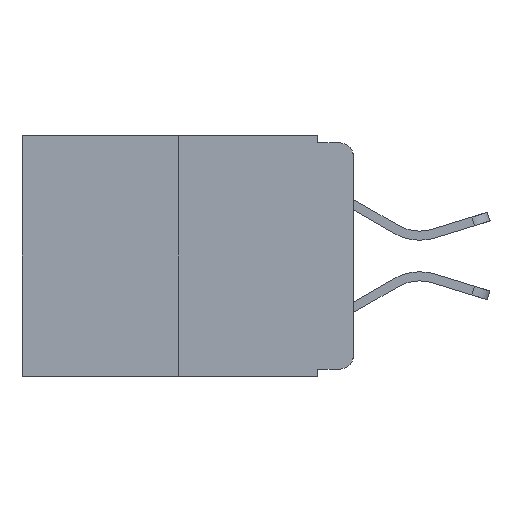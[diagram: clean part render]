
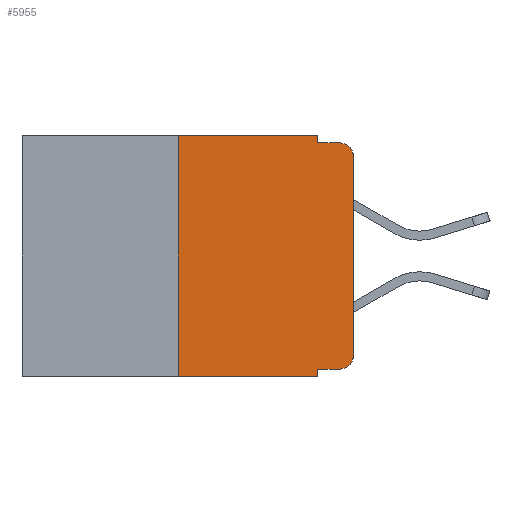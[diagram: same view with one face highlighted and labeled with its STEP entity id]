
A CAD part, left-side view. The second image highlights one B-rep face of the part: STEP entity #5955.
In plain terms, the highlighted planar face has unit normal (-1, 0, 0).
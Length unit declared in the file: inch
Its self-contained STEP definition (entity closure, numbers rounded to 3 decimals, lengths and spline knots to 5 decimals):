
#99 = VECTOR ( 'NONE', #9829, 39.37008 ) ;
#898 = CARTESIAN_POINT ( 'NONE',  ( 0., 0.473, 0. ) ) ;
#987 = CARTESIAN_POINT ( 'NONE',  ( 0., 0.473, -0.343 ) ) ;
#1099 = AXIS2_PLACEMENT_3D ( 'NONE', #3951, #11280, #5866 ) ;
#1387 = ORIENTED_EDGE ( 'NONE', *, *, #11473, .F. ) ;
#1587 = LINE ( 'NONE', #8960, #11320 ) ;
#1588 = DIRECTION ( 'NONE',  ( -1., 0., 0. ) ) ;
#1891 = PLANE ( 'NONE',  #1099 ) ;
#1922 = VERTEX_POINT ( 'NONE', #12426 ) ;
#1961 = CARTESIAN_POINT ( 'NONE',  ( 0., 0.051, 0. ) ) ;
#2173 = CIRCLE ( 'NONE', #10210, 0.02 ) ;
#2176 = DIRECTION ( 'NONE',  ( -1., 0., 0. ) ) ;
#2266 = CARTESIAN_POINT ( 'NONE',  ( 0., 0.25, 0. ) ) ;
#2342 = VECTOR ( 'NONE', #6912, 39.37008 ) ;
#2650 = VECTOR ( 'NONE', #8687, 39.37008 ) ;
#2715 = VERTEX_POINT ( 'NONE', #10754 ) ;
#2749 = LINE ( 'NONE', #987, #9965 ) ;
#2860 = ORIENTED_EDGE ( 'NONE', *, *, #8892, .F. ) ;
#2945 = EDGE_LOOP ( 'NONE', ( #8668, #6811, #2860, #5787, #10606, #1387, #9097, #9372, #11995, #5015 ) ) ;
#3287 = CARTESIAN_POINT ( 'NONE',  ( 0., 0.051, 0. ) ) ;
#3373 = VECTOR ( 'NONE', #7172, 39.37008 ) ;
#3686 = LINE ( 'NONE', #2266, #3373 ) ;
#3951 = CARTESIAN_POINT ( 'NONE',  ( 0., 0.473, 0. ) ) ;
#4007 = CARTESIAN_POINT ( 'NONE',  ( 0., 0.051, -0.01 ) ) ;
#4275 = EDGE_CURVE ( 'NONE', #6763, #6710, #10034, .T. ) ;
#4339 = FACE_OUTER_BOUND ( 'NONE', #2945, .T. ) ;
#4498 = EDGE_CURVE ( 'NONE', #7954, #5309, #7480, .T. ) ;
#4627 = VERTEX_POINT ( 'NONE', #10578 ) ;
#4897 = EDGE_CURVE ( 'NONE', #4627, #6763, #8044, .T. ) ;
#4997 = LINE ( 'NONE', #898, #2342 ) ;
#5015 = ORIENTED_EDGE ( 'NONE', *, *, #7876, .T. ) ;
#5309 = VERTEX_POINT ( 'NONE', #4007 ) ;
#5594 = VECTOR ( 'NONE', #8198, 39.37008 ) ;
#5787 = ORIENTED_EDGE ( 'NONE', *, *, #4498, .F. ) ;
#5866 = DIRECTION ( 'NONE',  ( 0., 0., -1. ) ) ;
#5955 = ADVANCED_FACE ( 'NONE', ( #4339 ), #1891, .F. ) ;
#6389 = AXIS2_PLACEMENT_3D ( 'NONE', #7432, #1588, #8377 ) ;
#6489 = EDGE_CURVE ( 'NONE', #1922, #7954, #4997, .T. ) ;
#6710 = VERTEX_POINT ( 'NONE', #8103 ) ;
#6763 = VERTEX_POINT ( 'NONE', #8186 ) ;
#6811 = ORIENTED_EDGE ( 'NONE', *, *, #4275, .T. ) ;
#6912 = DIRECTION ( 'NONE',  ( 0., -1., 0. ) ) ;
#6968 = DIRECTION ( 'NONE',  ( 0., -1., 0. ) ) ;
#7172 = DIRECTION ( 'NONE',  ( 0., 0., 1. ) ) ;
#7432 = CARTESIAN_POINT ( 'NONE',  ( 0., 0.02, -0.03 ) ) ;
#7480 = LINE ( 'NONE', #1961, #2650 ) ;
#7511 = CARTESIAN_POINT ( 'NONE',  ( 0., 0.02, -0.333 ) ) ;
#7576 = CARTESIAN_POINT ( 'NONE',  ( 0., 0.051, -0.01 ) ) ;
#7876 = EDGE_CURVE ( 'NONE', #10548, #4627, #2173, .T. ) ;
#7954 = VERTEX_POINT ( 'NONE', #9888 ) ;
#7957 = CARTESIAN_POINT ( 'NONE',  ( 0., 0.02, -0.313 ) ) ;
#8044 = LINE ( 'NONE', #11729, #5594 ) ;
#8103 = CARTESIAN_POINT ( 'NONE',  ( 0., 0.02, -0.01 ) ) ;
#8186 = CARTESIAN_POINT ( 'NONE',  ( 0., 0., -0.03 ) ) ;
#8198 = DIRECTION ( 'NONE',  ( 0., 0., 1. ) ) ;
#8211 = CARTESIAN_POINT ( 'NONE',  ( 0., 0.25, -0.343 ) ) ;
#8320 = VECTOR ( 'NONE', #8505, 39.37008 ) ;
#8377 = DIRECTION ( 'NONE',  ( 0., 0., -1. ) ) ;
#8505 = DIRECTION ( 'NONE',  ( 0., -1., 0. ) ) ;
#8668 = ORIENTED_EDGE ( 'NONE', *, *, #4897, .T. ) ;
#8687 = DIRECTION ( 'NONE',  ( 0., 0., -1. ) ) ;
#8882 = DIRECTION ( 'NONE',  ( 0., 0., -1. ) ) ;
#8892 = EDGE_CURVE ( 'NONE', #5309, #6710, #10681, .T. ) ;
#8960 = CARTESIAN_POINT ( 'NONE',  ( 0., 0.051, -0.333 ) ) ;
#9097 = ORIENTED_EDGE ( 'NONE', *, *, #9579, .T. ) ;
#9340 = CARTESIAN_POINT ( 'NONE',  ( 0., 0.051, -0.333 ) ) ;
#9372 = ORIENTED_EDGE ( 'NONE', *, *, #10869, .F. ) ;
#9579 = EDGE_CURVE ( 'NONE', #9799, #2715, #2749, .T. ) ;
#9799 = VERTEX_POINT ( 'NONE', #8211 ) ;
#9829 = DIRECTION ( 'NONE',  ( 0., 0., -1. ) ) ;
#9888 = CARTESIAN_POINT ( 'NONE',  ( 0., 0.051, 0. ) ) ;
#9965 = VECTOR ( 'NONE', #6968, 39.37008 ) ;
#10034 = CIRCLE ( 'NONE', #6389, 0.02 ) ;
#10210 = AXIS2_PLACEMENT_3D ( 'NONE', #7957, #2176, #8882 ) ;
#10290 = EDGE_CURVE ( 'NONE', #10537, #10548, #1587, .T. ) ;
#10537 = VERTEX_POINT ( 'NONE', #9340 ) ;
#10548 = VERTEX_POINT ( 'NONE', #7511 ) ;
#10578 = CARTESIAN_POINT ( 'NONE',  ( 0., 0., -0.313 ) ) ;
#10606 = ORIENTED_EDGE ( 'NONE', *, *, #6489, .F. ) ;
#10680 = DIRECTION ( 'NONE',  ( 0., -1., 0. ) ) ;
#10681 = LINE ( 'NONE', #7576, #8320 ) ;
#10754 = CARTESIAN_POINT ( 'NONE',  ( 0., 0.051, -0.343 ) ) ;
#10869 = EDGE_CURVE ( 'NONE', #10537, #2715, #12273, .T. ) ;
#11280 = DIRECTION ( 'NONE',  ( 1., 0., 0. ) ) ;
#11320 = VECTOR ( 'NONE', #10680, 39.37008 ) ;
#11473 = EDGE_CURVE ( 'NONE', #9799, #1922, #3686, .T. ) ;
#11729 = CARTESIAN_POINT ( 'NONE',  ( 0., 0., 0. ) ) ;
#11995 = ORIENTED_EDGE ( 'NONE', *, *, #10290, .T. ) ;
#12273 = LINE ( 'NONE', #3287, #99 ) ;
#12426 = CARTESIAN_POINT ( 'NONE',  ( 0., 0.25, 0. ) ) ;
